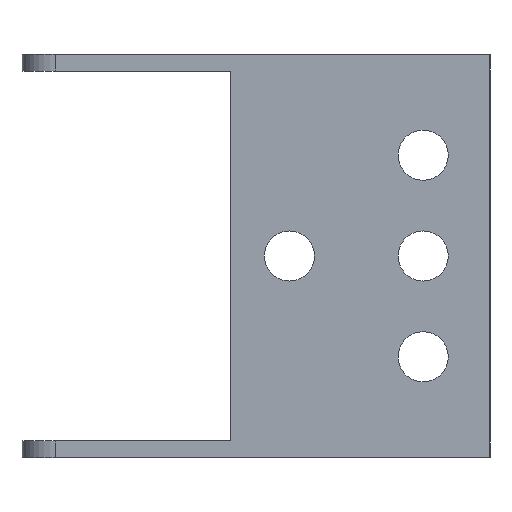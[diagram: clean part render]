
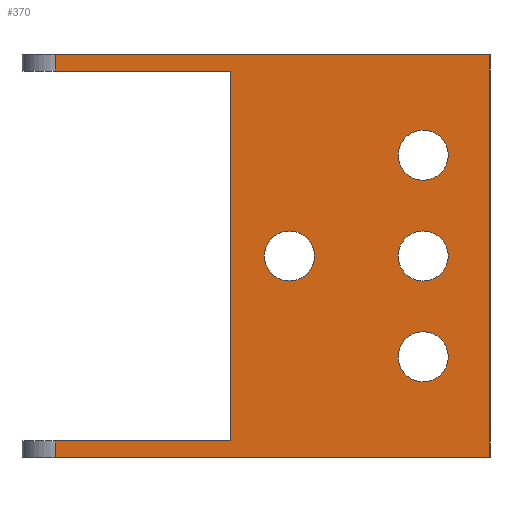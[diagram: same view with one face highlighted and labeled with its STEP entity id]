
A CAD part, front view. The second image highlights one B-rep face of the part: STEP entity #370.
In plain terms, the highlighted planar face has unit normal (0, -1, 0).
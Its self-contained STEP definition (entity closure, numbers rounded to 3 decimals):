
#11 = FACE_BOUND ( 'NONE', #565, .T. ) ;
#21 = VERTEX_POINT ( 'NONE', #566 ) ;
#23 = CARTESIAN_POINT ( 'NONE',  ( 18., -6., 6.032 ) ) ;
#24 = EDGE_CURVE ( 'NONE', #559, #841, #793, .T. ) ;
#26 = VERTEX_POINT ( 'NONE', #154 ) ;
#43 = ORIENTED_EDGE ( 'NONE', *, *, #164, .F. ) ;
#50 = DIRECTION ( 'NONE',  ( 0., 0., 1. ) ) ;
#63 = CARTESIAN_POINT ( 'NONE',  ( 10., -6., 1.5 ) ) ;
#67 = FACE_BOUND ( 'NONE', #122, .T. ) ;
#74 = DIRECTION ( 'NONE',  ( 0., 1., 0. ) ) ;
#82 = CARTESIAN_POINT ( 'NONE',  ( 10., -6., 0. ) ) ;
#87 = ORIENTED_EDGE ( 'NONE', *, *, #888, .T. ) ;
#106 = VERTEX_POINT ( 'NONE', #255 ) ;
#111 = FACE_OUTER_BOUND ( 'NONE', #322, .T. ) ;
#121 = VERTEX_POINT ( 'NONE', #126 ) ;
#122 = EDGE_LOOP ( 'NONE', ( #197, #87 ) ) ;
#126 = CARTESIAN_POINT ( 'NONE',  ( 18., -6., 1.5 ) ) ;
#129 = AXIS2_PLACEMENT_3D ( 'NONE', #538, #618, #878 ) ;
#133 = CARTESIAN_POINT ( 'NONE',  ( -4., -6., -12.065 ) ) ;
#139 = ORIENTED_EDGE ( 'NONE', *, *, #934, .T. ) ;
#144 = EDGE_CURVE ( 'NONE', #386, #723, #389, .T. ) ;
#154 = CARTESIAN_POINT ( 'NONE',  ( 6.5, -6., 11.065 ) ) ;
#157 = EDGE_CURVE ( 'NONE', #814, #121, #772, .T. ) ;
#164 = EDGE_CURVE ( 'NONE', #106, #386, #504, .T. ) ;
#169 = DIRECTION ( 'NONE',  ( 0., 0., 1. ) ) ;
#170 = CARTESIAN_POINT ( 'NONE',  ( -6., -6., 11.065 ) ) ;
#181 = CARTESIAN_POINT ( 'NONE',  ( 18., -6., 0. ) ) ;
#184 = DIRECTION ( 'NONE',  ( 0., 1., 0. ) ) ;
#196 = AXIS2_PLACEMENT_3D ( 'NONE', #761, #345, #169 ) ;
#197 = ORIENTED_EDGE ( 'NONE', *, *, #621, .T. ) ;
#209 = CARTESIAN_POINT ( 'NONE',  ( 18., -6., -6.032 ) ) ;
#210 = CIRCLE ( 'NONE', #982, 1.5 ) ;
#212 = EDGE_CURVE ( 'NONE', #106, #815, #435, .T. ) ;
#226 = VERTEX_POINT ( 'NONE', #337 ) ;
#227 = EDGE_CURVE ( 'NONE', #226, #922, #992, .T. ) ;
#230 = LINE ( 'NONE', #630, #643 ) ;
#240 = VECTOR ( 'NONE', #762, 1000. ) ;
#255 = CARTESIAN_POINT ( 'NONE',  ( -4., -6., 12.065 ) ) ;
#259 = CARTESIAN_POINT ( 'NONE',  ( 18., -6., 6.032 ) ) ;
#263 = AXIS2_PLACEMENT_3D ( 'NONE', #23, #606, #277 ) ;
#265 = CARTESIAN_POINT ( 'NONE',  ( 10., -6., -1.5 ) ) ;
#271 = CARTESIAN_POINT ( 'NONE',  ( 6.5, -6., -11.065 ) ) ;
#277 = DIRECTION ( 'NONE',  ( 0., 0., 1. ) ) ;
#280 = VERTEX_POINT ( 'NONE', #360 ) ;
#281 = DIRECTION ( 'NONE',  ( 0., 1., 0. ) ) ;
#287 = ORIENTED_EDGE ( 'NONE', *, *, #227, .T. ) ;
#295 = CARTESIAN_POINT ( 'NONE',  ( -4., -6., 12.065 ) ) ;
#319 = DIRECTION ( 'NONE',  ( 0., 0., -1. ) ) ;
#322 = EDGE_LOOP ( 'NONE', ( #43, #547, #765, #470, #928, #139, #855, #323 ) ) ;
#323 = ORIENTED_EDGE ( 'NONE', *, *, #144, .F. ) ;
#337 = CARTESIAN_POINT ( 'NONE',  ( 18., -6., -4.532 ) ) ;
#339 = AXIS2_PLACEMENT_3D ( 'NONE', #209, #804, #50 ) ;
#343 = VERTEX_POINT ( 'NONE', #438 ) ;
#345 = DIRECTION ( 'NONE',  ( 0., 1., 0. ) ) ;
#349 = DIRECTION ( 'NONE',  ( 0., 0., 1. ) ) ;
#350 = ORIENTED_EDGE ( 'NONE', *, *, #942, .T. ) ;
#360 = CARTESIAN_POINT ( 'NONE',  ( -4., -6., -11.065 ) ) ;
#370 = ADVANCED_FACE ( 'NONE', ( #67, #408, #465, #11, #111 ), #1050, .F. ) ;
#371 = EDGE_CURVE ( 'NONE', #841, #559, #210, .T. ) ;
#374 = VECTOR ( 'NONE', #381, 1000. ) ;
#379 = DIRECTION ( 'NONE',  ( 0., 0., 1. ) ) ;
#381 = DIRECTION ( 'NONE',  ( 1., 0., 0. ) ) ;
#386 = VERTEX_POINT ( 'NONE', #627 ) ;
#389 = LINE ( 'NONE', #1083, #240 ) ;
#408 = FACE_BOUND ( 'NONE', #724, .T. ) ;
#435 = LINE ( 'NONE', #919, #927 ) ;
#438 = CARTESIAN_POINT ( 'NONE',  ( 18., -6., 7.532 ) ) ;
#447 = CIRCLE ( 'NONE', #263, 1.5 ) ;
#462 = CIRCLE ( 'NONE', #339, 1.5 ) ;
#465 = FACE_BOUND ( 'NONE', #558, .T. ) ;
#470 = ORIENTED_EDGE ( 'NONE', *, *, #597, .T. ) ;
#482 = ORIENTED_EDGE ( 'NONE', *, *, #157, .T. ) ;
#499 = AXIS2_PLACEMENT_3D ( 'NONE', #181, #184, #349 ) ;
#504 = LINE ( 'NONE', #1009, #977 ) ;
#532 = DIRECTION ( 'NONE',  ( 0., 1., 0. ) ) ;
#538 = CARTESIAN_POINT ( 'NONE',  ( 22., -6., 12.065 ) ) ;
#543 = CARTESIAN_POINT ( 'NONE',  ( 18., -6., -7.533 ) ) ;
#547 = ORIENTED_EDGE ( 'NONE', *, *, #212, .T. ) ;
#558 = EDGE_LOOP ( 'NONE', ( #936, #482 ) ) ;
#559 = VERTEX_POINT ( 'NONE', #63 ) ;
#565 = EDGE_LOOP ( 'NONE', ( #1007, #580 ) ) ;
#566 = CARTESIAN_POINT ( 'NONE',  ( 18., -6., 4.532 ) ) ;
#580 = ORIENTED_EDGE ( 'NONE', *, *, #371, .T. ) ;
#593 = DIRECTION ( 'NONE',  ( 1., 0., 0. ) ) ;
#597 = EDGE_CURVE ( 'NONE', #26, #899, #716, .T. ) ;
#606 = DIRECTION ( 'NONE',  ( 0., 1., 0. ) ) ;
#610 = VECTOR ( 'NONE', #593, 1000. ) ;
#618 = DIRECTION ( 'NONE',  ( 0., 1., 0. ) ) ;
#621 = EDGE_CURVE ( 'NONE', #343, #21, #1004, .T. ) ;
#627 = CARTESIAN_POINT ( 'NONE',  ( 22., -6., 12.065 ) ) ;
#629 = DIRECTION ( 'NONE',  ( 0., 0., 1. ) ) ;
#630 = CARTESIAN_POINT ( 'NONE',  ( -6., -6., -11.065 ) ) ;
#643 = VECTOR ( 'NONE', #710, 1000. ) ;
#668 = DIRECTION ( 'NONE',  ( 0., 1., 0. ) ) ;
#690 = CARTESIAN_POINT ( 'NONE',  ( -4., -6., 11.065 ) ) ;
#693 = AXIS2_PLACEMENT_3D ( 'NONE', #965, #281, #379 ) ;
#700 = AXIS2_PLACEMENT_3D ( 'NONE', #82, #74, #823 ) ;
#706 = CARTESIAN_POINT ( 'NONE',  ( 10., -6., 0. ) ) ;
#710 = DIRECTION ( 'NONE',  ( -1., 0., 0. ) ) ;
#716 = LINE ( 'NONE', #827, #937 ) ;
#718 = EDGE_CURVE ( 'NONE', #121, #814, #870, .T. ) ;
#723 = VERTEX_POINT ( 'NONE', #854 ) ;
#724 = EDGE_LOOP ( 'NONE', ( #287, #350 ) ) ;
#725 = LINE ( 'NONE', #170, #610 ) ;
#731 = EDGE_CURVE ( 'NONE', #815, #26, #725, .T. ) ;
#744 = DIRECTION ( 'NONE',  ( 1., 0., 0. ) ) ;
#746 = CARTESIAN_POINT ( 'NONE',  ( 22., -6., -12.065 ) ) ;
#761 = CARTESIAN_POINT ( 'NONE',  ( 18., -6., 0. ) ) ;
#762 = DIRECTION ( 'NONE',  ( 0., 0., -1. ) ) ;
#765 = ORIENTED_EDGE ( 'NONE', *, *, #731, .T. ) ;
#768 = EDGE_CURVE ( 'NONE', #951, #723, #959, .T. ) ;
#772 = CIRCLE ( 'NONE', #196, 1.5 ) ;
#788 = LINE ( 'NONE', #295, #845 ) ;
#792 = CARTESIAN_POINT ( 'NONE',  ( 18., -6., -1.5 ) ) ;
#793 = CIRCLE ( 'NONE', #700, 1.5 ) ;
#804 = DIRECTION ( 'NONE',  ( 0., 1., 0. ) ) ;
#814 = VERTEX_POINT ( 'NONE', #792 ) ;
#815 = VERTEX_POINT ( 'NONE', #690 ) ;
#823 = DIRECTION ( 'NONE',  ( 0., 0., 1. ) ) ;
#827 = CARTESIAN_POINT ( 'NONE',  ( 6.5, -6., 11.065 ) ) ;
#841 = VERTEX_POINT ( 'NONE', #265 ) ;
#845 = VECTOR ( 'NONE', #882, 1000. ) ;
#854 = CARTESIAN_POINT ( 'NONE',  ( 22., -6., -12.065 ) ) ;
#855 = ORIENTED_EDGE ( 'NONE', *, *, #768, .T. ) ;
#870 = CIRCLE ( 'NONE', #499, 1.5 ) ;
#878 = DIRECTION ( 'NONE',  ( -1., 0., 0. ) ) ;
#882 = DIRECTION ( 'NONE',  ( 0., 0., -1. ) ) ;
#888 = EDGE_CURVE ( 'NONE', #21, #343, #447, .T. ) ;
#899 = VERTEX_POINT ( 'NONE', #271 ) ;
#919 = CARTESIAN_POINT ( 'NONE',  ( -4., -6., 12.065 ) ) ;
#922 = VERTEX_POINT ( 'NONE', #543 ) ;
#927 = VECTOR ( 'NONE', #1014, 1000. ) ;
#928 = ORIENTED_EDGE ( 'NONE', *, *, #1055, .T. ) ;
#931 = DIRECTION ( 'NONE',  ( 0., 0., 1. ) ) ;
#934 = EDGE_CURVE ( 'NONE', #280, #951, #788, .T. ) ;
#936 = ORIENTED_EDGE ( 'NONE', *, *, #718, .T. ) ;
#937 = VECTOR ( 'NONE', #319, 1000. ) ;
#942 = EDGE_CURVE ( 'NONE', #922, #226, #462, .T. ) ;
#951 = VERTEX_POINT ( 'NONE', #133 ) ;
#959 = LINE ( 'NONE', #746, #374 ) ;
#965 = CARTESIAN_POINT ( 'NONE',  ( 18., -6., -6.032 ) ) ;
#977 = VECTOR ( 'NONE', #744, 1000. ) ;
#982 = AXIS2_PLACEMENT_3D ( 'NONE', #706, #532, #629 ) ;
#992 = CIRCLE ( 'NONE', #693, 1.5 ) ;
#994 = AXIS2_PLACEMENT_3D ( 'NONE', #259, #668, #931 ) ;
#1004 = CIRCLE ( 'NONE', #994, 1.5 ) ;
#1007 = ORIENTED_EDGE ( 'NONE', *, *, #24, .T. ) ;
#1009 = CARTESIAN_POINT ( 'NONE',  ( -6., -6., 12.065 ) ) ;
#1014 = DIRECTION ( 'NONE',  ( 0., 0., -1. ) ) ;
#1050 = PLANE ( 'NONE',  #129 ) ;
#1055 = EDGE_CURVE ( 'NONE', #899, #280, #230, .T. ) ;
#1083 = CARTESIAN_POINT ( 'NONE',  ( 22., -6., 12.065 ) ) ;
